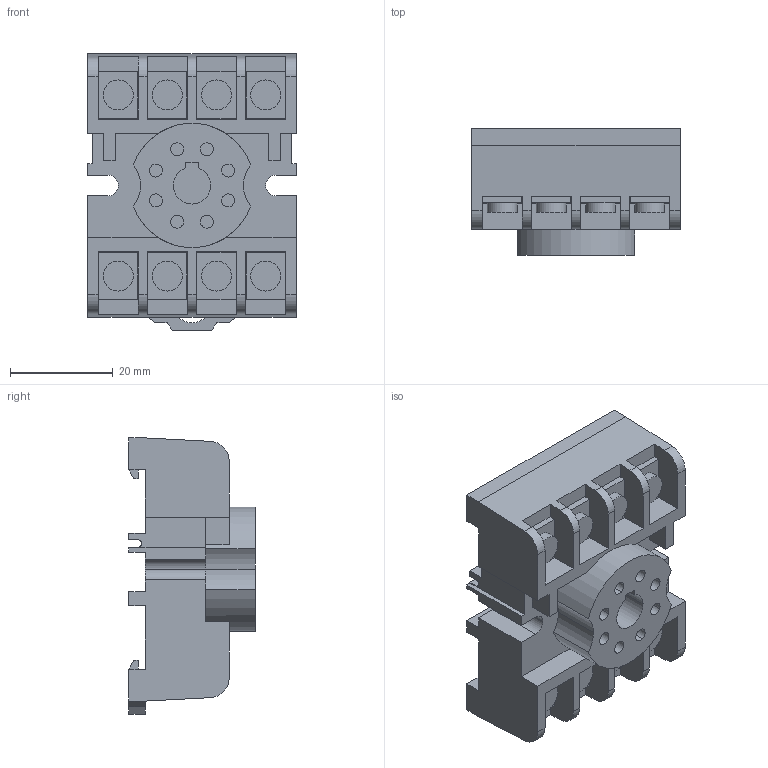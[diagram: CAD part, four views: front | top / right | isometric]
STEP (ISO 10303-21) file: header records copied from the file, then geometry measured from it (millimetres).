
FILE_DESCRIPTION(('starvars output'),'2;1');
FILE_NAME('cv20190909164701000115276.stp','16:47:02 2019/09/09',( 'Thomas Industrial Network Germany GmbH'),( 'Thomas Industrial Network Germany GmbH'),'unknown preprocess','ACIS' ,'unknown authorization');
FILE_SCHEMA(('AUTOMOTIVE_DESIGN_CC2 {UNKNOWN IMPLEMENTATION LEVEL}'));
Length unit declared in the file: millimetre
Products named in the file (1): PRODUCT_ID_1
Bounding box: 40.64 x 24.64 x 53.85 mm (x, y, z)
Volume: 30648.6 mm3; surface area: 12705.4 mm2
Topology: 1 solids, 1 shells, 220 faces, 574 edges, 380 vertices
Faces by surface type: plane 163, cylinder 57
Entity records: 7924 total; most frequent: ORIENTED_EDGE 1148, CARTESIAN_POINT 1039, DIRECTION 902, EDGE_CURVE 574, VECTOR 416, LINE 416, VERTEX_POINT 380, EDGE_LOOP 246
